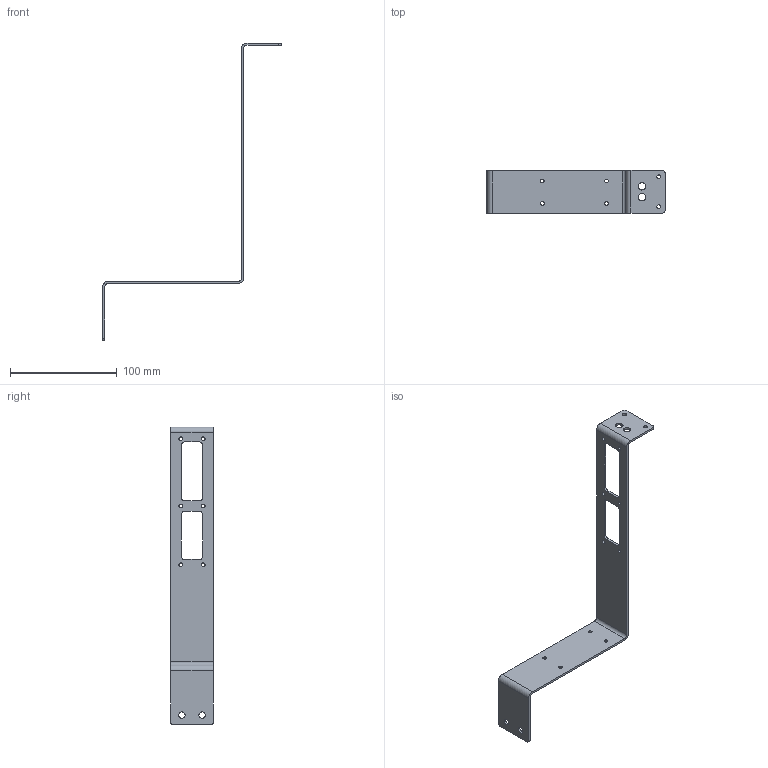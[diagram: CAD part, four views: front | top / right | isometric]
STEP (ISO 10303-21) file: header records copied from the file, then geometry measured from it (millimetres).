
FILE_DESCRIPTION(/* description */ (''),/* implementation_level */ '2;1');
FILE_NAME(/* name */ '00287_02_v3.stp',/* time_stamp */ '2024-09-26T17:03:53+02:00',/* author */ (''),/* organization */ (''),/* preprocessor_version */ 'ST-DEVELOPER v19.4',/* originating_system */ 'SIEMENS PLM Software NX2306.9102',/* authorisation */ '');
FILE_SCHEMA (('AUTOMOTIVE_DESIGN { 1 0 10303 214 3 1 1 1 }'));
Length unit declared in the file: millimetre
Products named in the file (1): 00287_02_v3_objects
Bounding box: 167 x 40 x 279 mm (x, y, z)
Volume: 30630.2 mm3; surface area: 33503.7 mm2
Topology: 1 solids, 1 shells, 54 faces, 168 edges, 116 vertices
Faces by surface type: cylinder 34, plane 20
Full cylindrical faces by diameter (mm): 3.5 x12, 6 x2, 7 x2
Entity records: 1832 total; most frequent: DIRECTION 318, CARTESIAN_POINT 299, ORIENTED_EDGE 280, EDGE_CURVE 140, AXIS2_PLACEMENT_3D 123, EDGE_LOOP 106, VERTEX_POINT 104, FACE_BOUND 76
